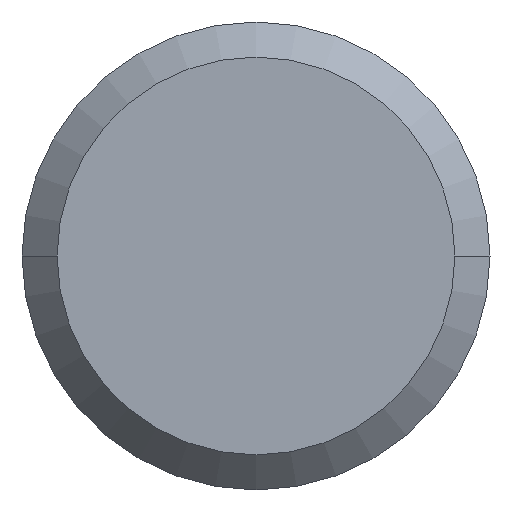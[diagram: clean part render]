
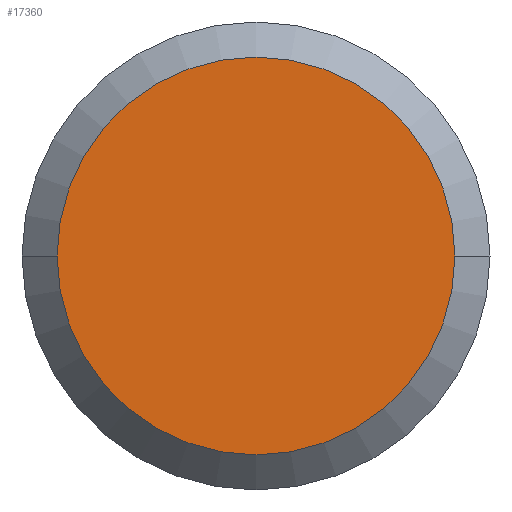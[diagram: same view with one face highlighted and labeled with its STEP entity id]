
A CAD part, front view. The second image highlights one B-rep face of the part: STEP entity #17360.
In plain terms, the highlighted planar face has unit normal (0, -1, 0).
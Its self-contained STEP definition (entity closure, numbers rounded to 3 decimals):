
#17160=CARTESIAN_POINT('',(62.626,-7378.908,0.));
#17170=DIRECTION('',(-0.,-1.,-0.));
#17180=DIRECTION('',(-1.,0.,0.));
#17190=AXIS2_PLACEMENT_3D('',#17160,#17170,#17180);
#17200=PLANE('',#17190);
#17210=CARTESIAN_POINT('',(51.026,-7378.908,0.));
#17220=DIRECTION('',(0.,1.,0.));
#17230=DIRECTION('',(1.,0.,0.));
#17240=AXIS2_PLACEMENT_3D('',#17210,#17220,#17230);
#17250=CIRCLE('',#17240,17.);
#17260=CARTESIAN_POINT('',(68.026,-7378.908,0.));
#17270=VERTEX_POINT('',#17260);
#17280=CARTESIAN_POINT('',(34.026,-7378.908,0.))
;
#17290=VERTEX_POINT('',#17280);
#17300=EDGE_CURVE('',#17270,#17290,#17250,.T.);
#17310=ORIENTED_EDGE('',*,*,#17300,.F.);
#17320=EDGE_CURVE('',#17290,#17270,#17250,.T.);
#17330=ORIENTED_EDGE('',*,*,#17320,.F.);
#17340=EDGE_LOOP('',(#17330,#17310));
#17350=FACE_OUTER_BOUND('',#17340,.T.);
#17360=ADVANCED_FACE('',(#17350),#17200,.T.);
